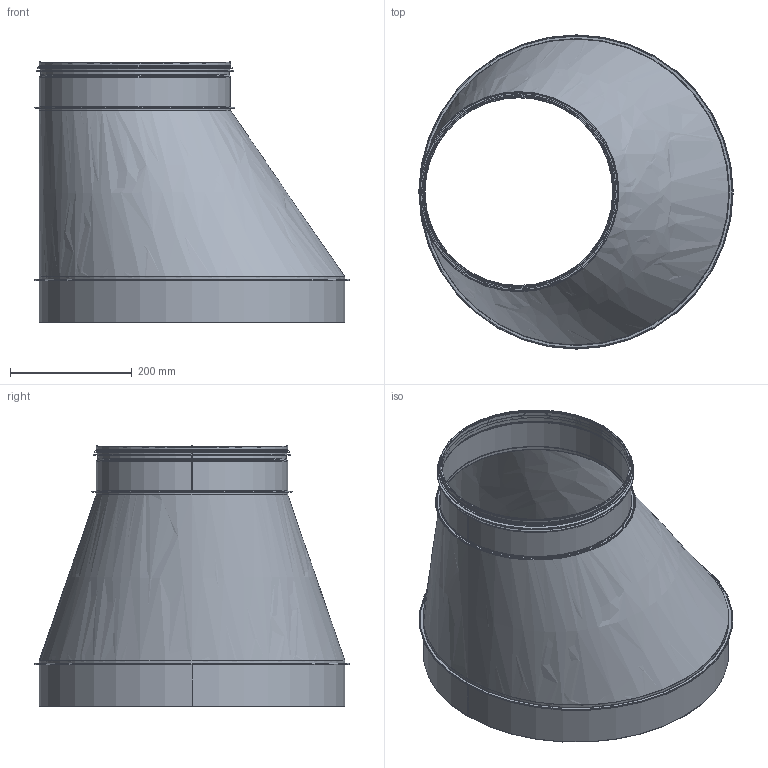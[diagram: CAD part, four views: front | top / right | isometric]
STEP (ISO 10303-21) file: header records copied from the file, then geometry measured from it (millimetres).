
FILE_DESCRIPTION((''),'2;1');
FILE_NAME('HFBM_500-315.stp','2014-02-19T13:15:11',(''),(''),'Autodesk Inventor 2013','Autodesk Inventor 2013','');
FILE_SCHEMA(('AUTOMOTIVE_DESIGN { 1 2 10303 214 0 1 1 1 }'));
Length unit declared in the file: millimetre
Products named in the file (6): HFBM_500-315; KonFalsadHFBM_500-315; StosMedFals-315; StosMedFalsRörämne-315; 999008; MuffMedFals-500
Assembly tree (5 placements, depth 3):
  HFBM_500-315
    KonFalsadHFBM_500-315
    StosMedFals-315
      StosMedFalsRörämne-315
      999008
    MuffMedFals-500
Bounding box: 515.77 x 515.52 x 427.49 mm (x, y, z)
Volume: 329691.4 mm3; surface area: 1310775.5 mm2
Topology: 4 solids, 4 shells, 108 faces, 213 edges, 115 vertices
Faces by surface type: plane 54, cylinder 22, torus 22, cone 6, bspline 4
Full cylindrical faces by diameter (mm): 308.05 x1, 309.05 x1, 310.25 x1, 312.85 x6, 313.85 x3, 316.85 x1, 319.25 x1, 323.85 x1, 324.25 x1, 500.55 x2, 501.55 x2, 503.55 x1, 511.55 x1
Entity records: 3370 total; most frequent: CARTESIAN_POINT 902, DIRECTION 519, ORIENTED_EDGE 384, AXIS2_PLACEMENT_3D 220, EDGE_CURVE 192, EDGE_LOOP 138, VERTEX_POINT 115, STYLED_ITEM 112
